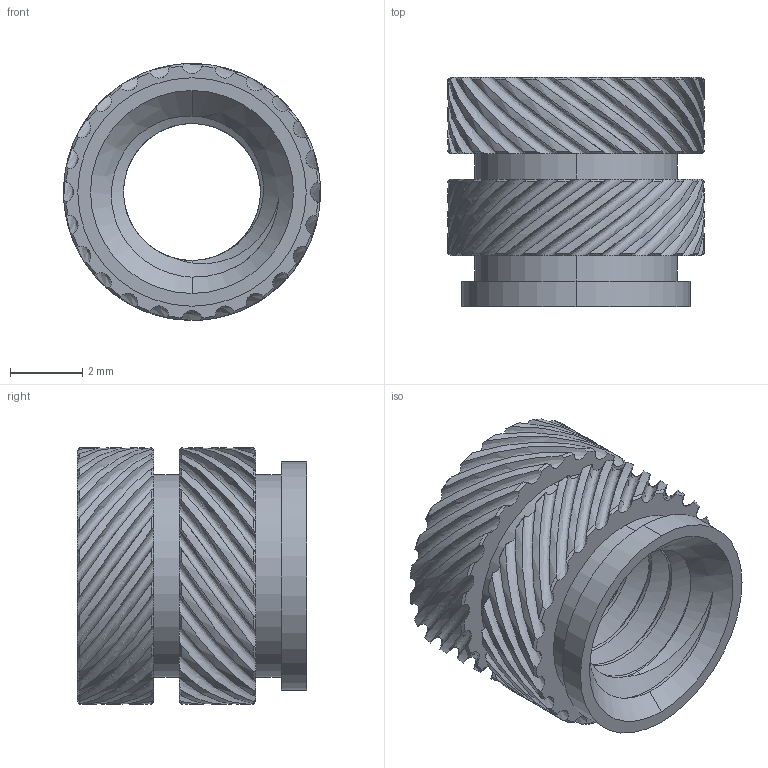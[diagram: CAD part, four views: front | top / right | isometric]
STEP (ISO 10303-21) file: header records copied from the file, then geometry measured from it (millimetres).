
FILE_DESCRIPTION (( 'STEP AP203' ), '1' );
FILE_NAME ('94459A340.STEP', '2018-05-15T13:58:10', ( '' ), ( '' ), 'SwSTEP 2.0', 'SolidWorks 2014', '' );
FILE_SCHEMA (( 'CONFIG_CONTROL_DESIGN' ));
Length unit declared in the file: inch
Products named in the file (1): 94459A340
Bounding box: 7.11 x 6.35 x 7.11 mm (x, y, z)
Volume: 115.1 mm3; surface area: 409.7 mm2
Topology: 1 solids, 1 shells, 233 faces, 684 edges, 457 vertices
Faces by surface type: cone 101, cylinder 75, bspline 51, plane 6
Entity records: 15847 total; most frequent: CARTESIAN_POINT 10473, ORIENTED_EDGE 1368, DIRECTION 913, EDGE_CURVE 684, VERTEX_POINT 457, AXIS2_PLACEMENT_3D 441, CIRCLE 258, EDGE_LOOP 239
